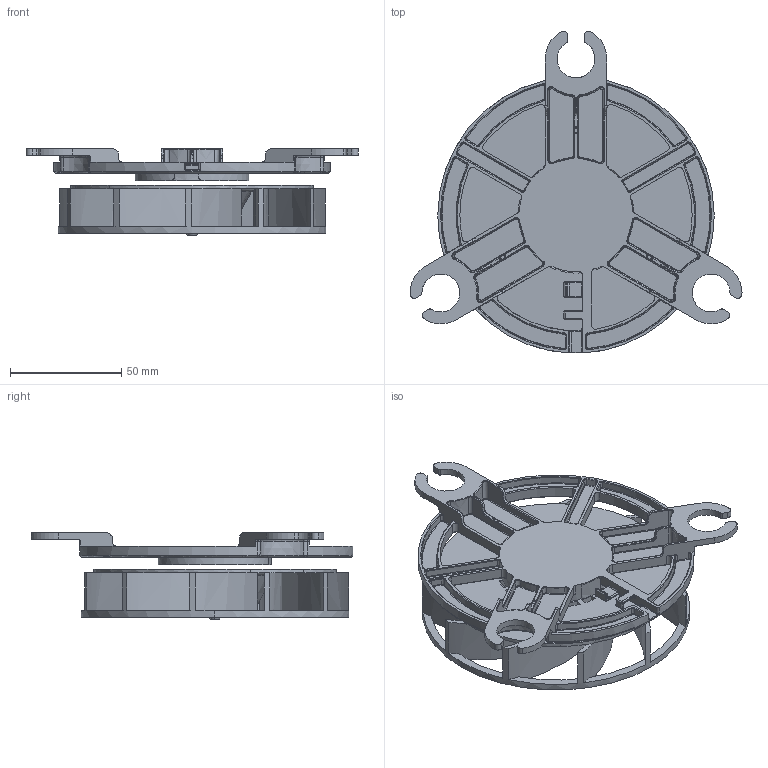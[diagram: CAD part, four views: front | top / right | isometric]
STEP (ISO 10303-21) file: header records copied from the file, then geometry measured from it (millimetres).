
FILE_DESCRIPTION((''),'2;1');
FILE_NAME('K120-P1-ASM_ASM','2021-05-06T',('JEFF.TF.LIN'),(''),'CREO PARAMETRIC BY PTC INC, 2015080','CREO PARAMETRIC BY PTC INC, 2015080','');
FILE_SCHEMA(('AUTOMOTIVE_DESIGN { 1 0 10303 214 1 1 1 1 }'));
Length unit declared in the file: millimetre
Products named in the file (3): K120-P1-PILLOW; K120-P1-IMPELLER; K120-P1-ASM_ASM
Assembly tree (2 placements, depth 2):
  K120-P1-ASM_ASM
    K120-P1-PILLOW
    K120-P1-IMPELLER
Bounding box: 148.96 x 144.46 x 38.9 mm (x, y, z)
Volume: 98793.7 mm3; surface area: 82779.4 mm2
Topology: 2 solids, 2 shells, 1099 faces, 2870 edges, 1806 vertices
Faces by surface type: cylinder 503, plane 233, torus 186, bspline 87, cone 78, sphere 12
Entity records: 41585 total; most frequent: CARTESIAN_POINT 14616, DIRECTION 5754, ORIENTED_EDGE 5716, EDGE_CURVE 2858, AXIS2_PLACEMENT_3D 2428, VERTEX_POINT 1806, CIRCLE 1411, EDGE_LOOP 1176
